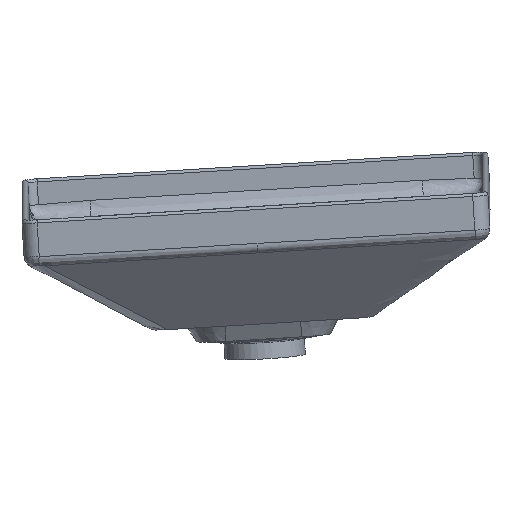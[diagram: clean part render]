
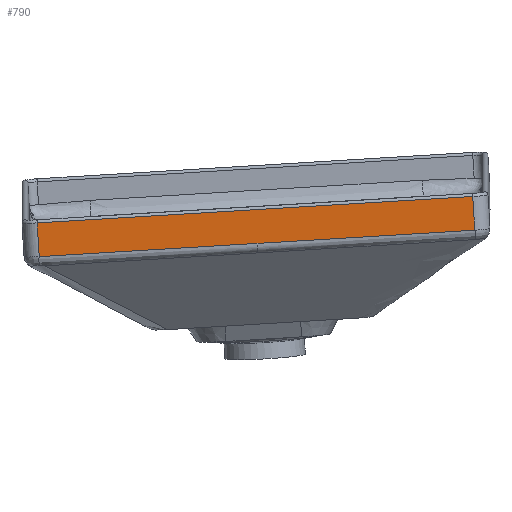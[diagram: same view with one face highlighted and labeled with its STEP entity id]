
A CAD part, front view. The second image highlights one B-rep face of the part: STEP entity #790.
In plain terms, the highlighted planar face has unit normal (0, -0.998, -0.059).
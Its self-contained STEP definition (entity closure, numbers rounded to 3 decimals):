
#136=PLANE('',#19748);
#402=VECTOR('',#19829,187.);
#409=VECTOR('',#19832,187.);
#410=VECTOR('',#19828,29.);
#411=VECTOR('',#19828,29.);
#412=VECTOR('',#19832,374.);
#557=LINE('',#6014,#402);
#564=LINE('',#8323,#409);
#565=LINE('',#6014,#410);
#566=LINE('',#8509,#411);
#567=LINE('',#8508,#412);
#790=ADVANCED_FACE('NONE1',(#978),#136,.T.);
#978=FACE_OUTER_BOUND('',#2958,.T.);
#1630=ORIENTED_EDGE('',*,*,#2248,.F.);
#1631=ORIENTED_EDGE('',*,*,#2225,.T.);
#1632=ORIENTED_EDGE('',*,*,#2247,.F.);
#1633=ORIENTED_EDGE('',*,*,#2249,.T.);
#1634=ORIENTED_EDGE('',*,*,#2250,.T.);
#2225=EDGE_CURVE('153',#2721,#2720,#557,.T.);
#2247=EDGE_CURVE('154',#2731,#2720,#564,.T.);
#2248=EDGE_CURVE('152',#2721,#2732,#565,.T.);
#2249=EDGE_CURVE('155',#2731,#2733,#566,.T.);
#2250=EDGE_CURVE('156',#2733,#2732,#567,.T.);
#2720=VERTEX_POINT('106',#6005);
#2721=VERTEX_POINT('104',#6014);
#2731=VERTEX_POINT('107',#8323);
#2732=VERTEX_POINT('105',#8507);
#2733=VERTEX_POINT('108',#8508);
#2958=EDGE_LOOP('',(#1630,#1631,#1632,#1633,#1634));
#6005=CARTESIAN_POINT('',(41.793,-367.419,131.482));
#6014=CARTESIAN_POINT('',(-144.863,-366.749,120.163));
#8323=CARTESIAN_POINT('',(228.449,-368.089,142.801));
#8507=CARTESIAN_POINT('',(-146.621,-368.459,149.059));
#8508=CARTESIAN_POINT('',(226.691,-369.799,171.697));
#8509=CARTESIAN_POINT('',(228.449,-368.089,142.801));
#19748=AXIS2_PLACEMENT_3D('',#6014,#19833,#19829);
#19828=DIRECTION('',(-0.061,-0.059,0.996));
#19829=DIRECTION('',(0.998,-0.004,0.061));
#19832=DIRECTION('',(-0.998,0.004,-0.061));
#19833=DIRECTION('',(0.,-0.998,-0.059));
